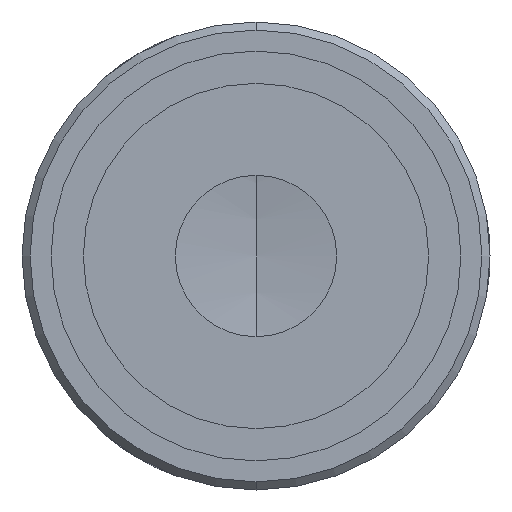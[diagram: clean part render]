
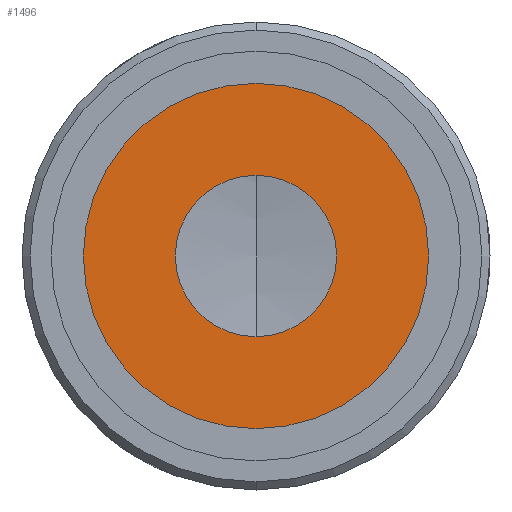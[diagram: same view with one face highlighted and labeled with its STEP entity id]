
A CAD part, front view. The second image highlights one B-rep face of the part: STEP entity #1496.
In plain terms, the highlighted planar face has unit normal (0, -1, 0).
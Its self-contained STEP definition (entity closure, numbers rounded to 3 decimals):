
#5 = EDGE_LOOP ( 'NONE', ( #154, #742 ) ) ;
#23 = AXIS2_PLACEMENT_3D ( 'NONE', #1255, #1420, #519 ) ;
#32 = AXIS2_PLACEMENT_3D ( 'NONE', #1310, #410, #1461 ) ;
#95 = DIRECTION ( 'NONE',  ( 0., 1., 0. ) ) ;
#98 = DIRECTION ( 'NONE',  ( 0., 1., 0. ) ) ;
#131 = CARTESIAN_POINT ( 'NONE',  ( 0., -100.27, -5. ) ) ;
#154 = ORIENTED_EDGE ( 'NONE', *, *, #874, .F. ) ;
#269 = FACE_OUTER_BOUND ( 'NONE', #5, .T. ) ;
#298 = VERTEX_POINT ( 'NONE', #517 ) ;
#362 = PLANE ( 'NONE',  #23 ) ;
#410 = DIRECTION ( 'NONE',  ( 0., 1., 0. ) ) ;
#517 = CARTESIAN_POINT ( 'NONE',  ( 0., -100.27, 11.5 ) ) ;
#519 = DIRECTION ( 'NONE',  ( 0., 0., -1. ) ) ;
#576 = VERTEX_POINT ( 'NONE', #131 ) ;
#595 = CIRCLE ( 'NONE', #32, 11.5 ) ;
#597 = CARTESIAN_POINT ( 'NONE',  ( 0., -100.27, 0. ) ) ;
#713 = EDGE_CURVE ( 'NONE', #1951, #298, #1225, .T. ) ;
#742 = ORIENTED_EDGE ( 'NONE', *, *, #713, .F. ) ;
#752 = DIRECTION ( 'NONE',  ( 0., 0., 1. ) ) ;
#836 = EDGE_CURVE ( 'NONE', #576, #1717, #1803, .T. ) ;
#874 = EDGE_CURVE ( 'NONE', #298, #1951, #595, .T. ) ;
#928 = CARTESIAN_POINT ( 'NONE',  ( 0., -100.27, -11.5 ) ) ;
#1005 = CARTESIAN_POINT ( 'NONE',  ( 0., -100.27, 0. ) ) ;
#1009 = CARTESIAN_POINT ( 'NONE',  ( 0., -100.27, 0. ) ) ;
#1019 = EDGE_LOOP ( 'NONE', ( #1372, #1027 ) ) ;
#1027 = ORIENTED_EDGE ( 'NONE', *, *, #836, .T. ) ;
#1061 = CIRCLE ( 'NONE', #1639, 5. ) ;
#1152 = DIRECTION ( 'NONE',  ( 0., 0., 1. ) ) ;
#1160 = DIRECTION ( 'NONE',  ( 0., 0., 1. ) ) ;
#1225 = CIRCLE ( 'NONE', #1460, 11.5 ) ;
#1255 = CARTESIAN_POINT ( 'NONE',  ( -11.5, -100.27, 0. ) ) ;
#1275 = CARTESIAN_POINT ( 'NONE',  ( 0., -100.27, 5. ) ) ;
#1310 = CARTESIAN_POINT ( 'NONE',  ( 0., -100.27, 0. ) ) ;
#1372 = ORIENTED_EDGE ( 'NONE', *, *, #1748, .T. ) ;
#1420 = DIRECTION ( 'NONE',  ( 0., -1., 0. ) ) ;
#1460 = AXIS2_PLACEMENT_3D ( 'NONE', #1005, #95, #1152 ) ;
#1461 = DIRECTION ( 'NONE',  ( 0., 0., 1. ) ) ;
#1496 = ADVANCED_FACE ( 'NONE', ( #1923, #269 ), #362, .T. ) ;
#1639 = AXIS2_PLACEMENT_3D ( 'NONE', #597, #1646, #752 ) ;
#1644 = AXIS2_PLACEMENT_3D ( 'NONE', #1009, #98, #1160 ) ;
#1646 = DIRECTION ( 'NONE',  ( 0., 1., 0. ) ) ;
#1717 = VERTEX_POINT ( 'NONE', #1275 ) ;
#1748 = EDGE_CURVE ( 'NONE', #1717, #576, #1061, .T. ) ;
#1803 = CIRCLE ( 'NONE', #1644, 5. ) ;
#1923 = FACE_BOUND ( 'NONE', #1019, .T. ) ;
#1951 = VERTEX_POINT ( 'NONE', #928 ) ;
